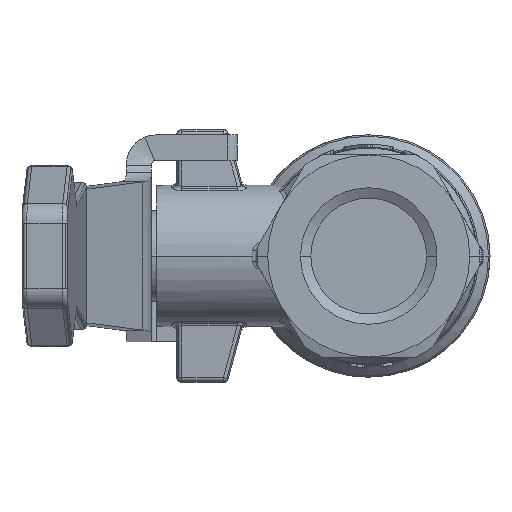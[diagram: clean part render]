
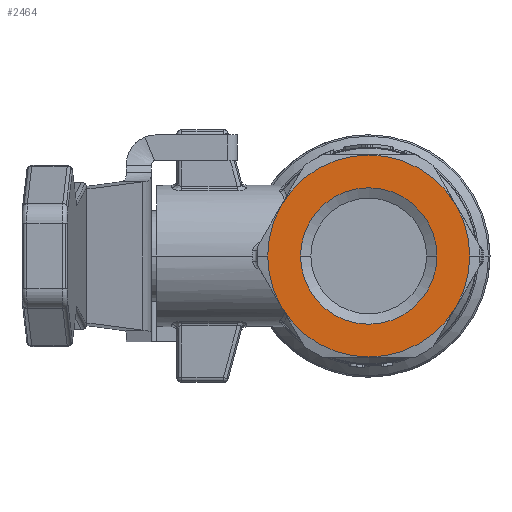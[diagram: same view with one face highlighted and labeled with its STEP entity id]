
A CAD part, left-side view. The second image highlights one B-rep face of the part: STEP entity #2464.
In plain terms, the highlighted planar face has unit normal (-1, 0, 0).
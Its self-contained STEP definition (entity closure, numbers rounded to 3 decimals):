
#2464=ADVANCED_FACE('',(#5478,#5479),#5480,.T.);
#5478=FACE_OUTER_BOUND('',#10769,.T.);
#5479=FACE_BOUND('',#10770,.T.);
#5480=PLANE('',#10771);
#10769=EDGE_LOOP('',(#19909,#19910,#19911,#19912,#19913,#19914,#19915,#19916));
#10770=EDGE_LOOP('',(#19917,#19918));
#10771=AXIS2_PLACEMENT_3D('',#19919,#19920,#19921);
#19909=ORIENTED_EDGE('',*,*,#26534,.T.);
#19910=ORIENTED_EDGE('',*,*,#26539,.T.);
#19911=ORIENTED_EDGE('',*,*,#26552,.T.);
#19912=ORIENTED_EDGE('',*,*,#24453,.T.);
#19913=ORIENTED_EDGE('',*,*,#26559,.T.);
#19914=ORIENTED_EDGE('',*,*,#26550,.T.);
#19915=ORIENTED_EDGE('',*,*,#24456,.T.);
#19916=ORIENTED_EDGE('',*,*,#26545,.T.);
#19917=ORIENTED_EDGE('',*,*,#24929,.T.);
#19918=ORIENTED_EDGE('',*,*,#24725,.T.);
#19919=CARTESIAN_POINT('',(-19.5,5.5,0.0));
#19920=DIRECTION('',(-1.0,0.0,0.0));
#19921=DIRECTION('',(0.0,0.0,1.0));
#24453=EDGE_CURVE('',#28771,#28773,#28775,.T.);
#24456=EDGE_CURVE('',#28779,#28777,#28780,.T.);
#24725=EDGE_CURVE('',#29246,#29244,#29247,.T.);
#24929=EDGE_CURVE('',#29244,#29246,#29531,.T.);
#26534=EDGE_CURVE('',#31814,#31811,#31815,.T.);
#26539=EDGE_CURVE('',#31811,#31820,#31823,.T.);
#26545=EDGE_CURVE('',#28777,#31814,#31831,.T.);
#26550=EDGE_CURVE('',#31834,#28779,#31839,.T.);
#26552=EDGE_CURVE('',#31820,#28771,#31841,.T.);
#26559=EDGE_CURVE('',#28773,#31834,#31851,.T.);
#28771=VERTEX_POINT('',#35046);
#28773=VERTEX_POINT('',#35049);
#28775=CIRCLE('',#35060,10.0);
#28777=VERTEX_POINT('',#35062);
#28779=VERTEX_POINT('',#35065);
#28780=CIRCLE('',#35066,10.0);
#29244=VERTEX_POINT('',#35790);
#29246=VERTEX_POINT('',#35793);
#29247=CIRCLE('',#35794,6.75);
#29531=CIRCLE('',#36625,6.75);
#31811=VERTEX_POINT('',#42803);
#31814=VERTEX_POINT('',#42815);
#31815=CIRCLE('',#42816,10.0);
#31820=VERTEX_POINT('',#42830);
#31823=CIRCLE('',#42842,10.0);
#31831=CIRCLE('',#42868,10.0);
#31834=VERTEX_POINT('',#42871);
#31839=CIRCLE('',#42894,10.0);
#31841=CIRCLE('',#42896,10.0);
#31851=CIRCLE('',#42933,10.0);
#35046=CARTESIAN_POINT('',(-19.5,-10.0,0.));
#35049=CARTESIAN_POINT('',(-19.5,-8.66,5.0));
#35060=AXIS2_PLACEMENT_3D('',#48479,#48480,#48481);
#35062=CARTESIAN_POINT('',(-19.5,10.0,0.));
#35065=CARTESIAN_POINT('',(-19.5,8.66,5.0));
#35066=AXIS2_PLACEMENT_3D('',#48483,#48484,#48485);
#35790=CARTESIAN_POINT('',(-19.5,6.75,0.0));
#35793=CARTESIAN_POINT('',(-19.5,-6.75,0.));
#35794=AXIS2_PLACEMENT_3D('',#48885,#48886,#48887);
#36625=AXIS2_PLACEMENT_3D('',#49108,#49109,#49110);
#42803=CARTESIAN_POINT('',(-19.5,0.,-10.));
#42815=CARTESIAN_POINT('',(-19.5,8.66,-5.0));
#42816=AXIS2_PLACEMENT_3D('',#50440,#50441,#50442);
#42830=CARTESIAN_POINT('',(-19.5,-8.66,-5.0));
#42842=AXIS2_PLACEMENT_3D('',#50446,#50447,#50448);
#42868=AXIS2_PLACEMENT_3D('',#50455,#50456,#50457);
#42871=CARTESIAN_POINT('',(-19.5,0.,10.0));
#42894=AXIS2_PLACEMENT_3D('',#50461,#50462,#50463);
#42896=AXIS2_PLACEMENT_3D('',#50464,#50465,#50466);
#42933=AXIS2_PLACEMENT_3D('',#50473,#50474,#50475);
#48479=CARTESIAN_POINT('',(-19.5,0.0,0.0));
#48480=DIRECTION('',(-1.0,0.0,0.0));
#48481=DIRECTION('',(0.0,1.0,0.0));
#48483=CARTESIAN_POINT('',(-19.5,0.0,0.0));
#48484=DIRECTION('',(-1.0,0.0,0.0));
#48485=DIRECTION('',(0.0,1.0,0.0));
#48885=CARTESIAN_POINT('',(-19.5,0.0,0.0));
#48886=DIRECTION('',(1.0,0.0,0.0));
#48887=DIRECTION('',(0.0,1.0,0.0));
#49108=CARTESIAN_POINT('',(-19.5,0.0,0.0));
#49109=DIRECTION('',(1.0,0.0,0.0));
#49110=DIRECTION('',(0.0,1.0,0.0));
#50440=CARTESIAN_POINT('',(-19.5,0.0,0.0));
#50441=DIRECTION('',(-1.0,0.0,0.0));
#50442=DIRECTION('',(0.0,1.0,0.0));
#50446=CARTESIAN_POINT('',(-19.5,0.0,0.0));
#50447=DIRECTION('',(-1.0,0.0,0.0));
#50448=DIRECTION('',(0.0,1.0,0.0));
#50455=CARTESIAN_POINT('',(-19.5,0.0,0.0));
#50456=DIRECTION('',(-1.0,0.0,0.0));
#50457=DIRECTION('',(0.0,1.0,0.0));
#50461=CARTESIAN_POINT('',(-19.5,0.0,0.0));
#50462=DIRECTION('',(-1.0,0.0,0.0));
#50463=DIRECTION('',(0.0,1.0,0.0));
#50464=CARTESIAN_POINT('',(-19.5,0.0,0.0));
#50465=DIRECTION('',(-1.0,0.0,0.0));
#50466=DIRECTION('',(0.0,1.0,0.0));
#50473=CARTESIAN_POINT('',(-19.5,0.0,0.0));
#50474=DIRECTION('',(-1.0,0.0,0.0));
#50475=DIRECTION('',(0.0,1.0,0.0));
